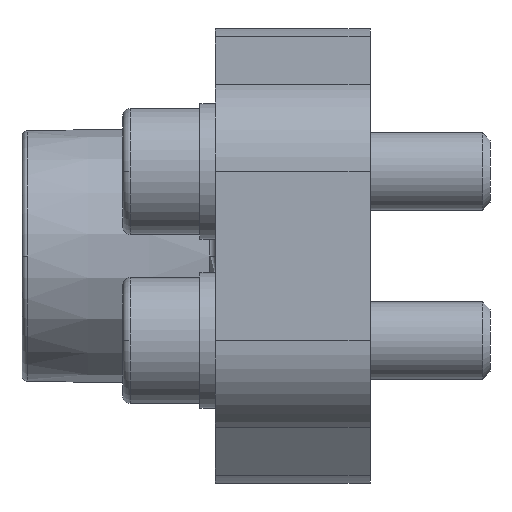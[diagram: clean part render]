
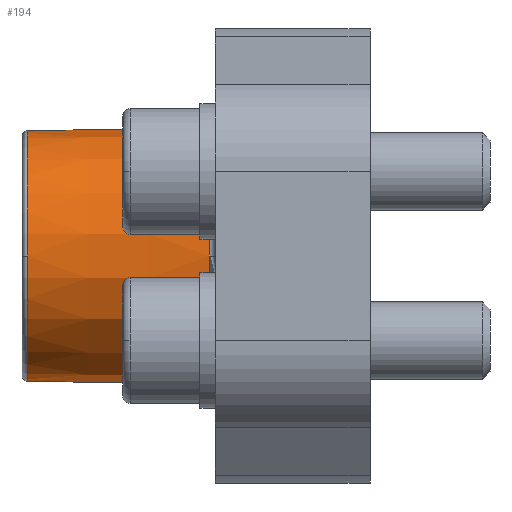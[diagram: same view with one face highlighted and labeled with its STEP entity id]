
A CAD part, front view. The second image highlights one B-rep face of the part: STEP entity #194.
In plain terms, the highlighted conical face has half-angle 1 degrees and reference radius 13.114 mm.
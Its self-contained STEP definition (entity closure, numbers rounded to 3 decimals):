
#194=ADVANCED_FACE('',(#463),#464,.T.);
#463=FACE_OUTER_BOUND('',#779,.T.);
#464=CONICAL_SURFACE('',#780,13.114,0.017);
#779=EDGE_LOOP('',(#1795,#1796,#1797,#1798,#1799,#1800));
#780=AXIS2_PLACEMENT_3D('',#1801,#1802,#1803);
#1795=ORIENTED_EDGE('',*,*,#2042,.T.);
#1796=ORIENTED_EDGE('',*,*,#2037,.F.);
#1797=ORIENTED_EDGE('',*,*,#2333,.F.);
#1798=ORIENTED_EDGE('',*,*,#2045,.T.);
#1799=ORIENTED_EDGE('',*,*,#2052,.T.);
#1800=ORIENTED_EDGE('',*,*,#2332,.T.);
#1801=CARTESIAN_POINT('',(-26.052,0.,0.));
#1802=DIRECTION('',(1.0,0.,0.));
#1803=DIRECTION('',(0.,0.0,1.0));
#2037=EDGE_CURVE('',#2553,#2556,#2557,.T.);
#2042=EDGE_CURVE('',#2565,#2556,#2566,.T.);
#2045=EDGE_CURVE('',#2571,#2569,#2572,.T.);
#2052=EDGE_CURVE('',#2569,#2581,#2583,.T.);
#2332=EDGE_CURVE('',#2581,#2565,#3040,.T.);
#2333=EDGE_CURVE('',#2571,#2553,#3041,.T.);
#2553=VERTEX_POINT('',#3149);
#2556=VERTEX_POINT('',#3152);
#2557=CIRCLE('',#3153,12.949);
#2565=VERTEX_POINT('',#3161);
#2566=LINE('',#3162,#3163);
#2569=VERTEX_POINT('',#3166);
#2571=VERTEX_POINT('',#3168);
#2572=LINE('',#3169,#3170);
#2581=VERTEX_POINT('',#3179);
#2583=CIRCLE('',#3181,13.278);
#3040=CIRCLE('',#4464,13.278);
#3041=CIRCLE('',#4465,12.949);
#3149=CARTESIAN_POINT('',(-35.476,-12.949,0.));
#3152=CARTESIAN_POINT('',(-35.476,0.,12.949));
#3153=AXIS2_PLACEMENT_3D('',#4612,#4613,#4614);
#3161=CARTESIAN_POINT('',(-16.629,0.,13.278));
#3162=CARTESIAN_POINT('',(-26.052,0.,13.114));
#3163=VECTOR('',#4627,1.0);
#3166=CARTESIAN_POINT('',(-16.629,0.,-13.278));
#3168=CARTESIAN_POINT('',(-35.476,0.,-12.949));
#3169=CARTESIAN_POINT('',(-26.052,0.,-13.114));
#3170=VECTOR('',#4634,1.0);
#3179=CARTESIAN_POINT('',(-16.629,-13.278,0.));
#3181=AXIS2_PLACEMENT_3D('',#4653,#4654,#4655);
#4464=AXIS2_PLACEMENT_3D('',#5113,#5114,#5115);
#4465=AXIS2_PLACEMENT_3D('',#5116,#5117,#5118);
#4612=CARTESIAN_POINT('',(-35.476,0.,0.));
#4613=DIRECTION('',(-1.0,0.,0.));
#4614=DIRECTION('',(0.,0.0,1.0));
#4627=DIRECTION('',(-1.,0.,-0.017));
#4634=DIRECTION('',(1.,0.,-0.017));
#4653=CARTESIAN_POINT('',(-16.629,0.,0.));
#4654=DIRECTION('',(-1.0,0.,0.));
#4655=DIRECTION('',(0.,0.0,1.0));
#5113=CARTESIAN_POINT('',(-16.629,0.,0.));
#5114=DIRECTION('',(-1.0,0.,0.));
#5115=DIRECTION('',(0.,0.0,1.0));
#5116=CARTESIAN_POINT('',(-35.476,0.,0.));
#5117=DIRECTION('',(-1.0,0.,0.));
#5118=DIRECTION('',(0.,0.0,1.0));
